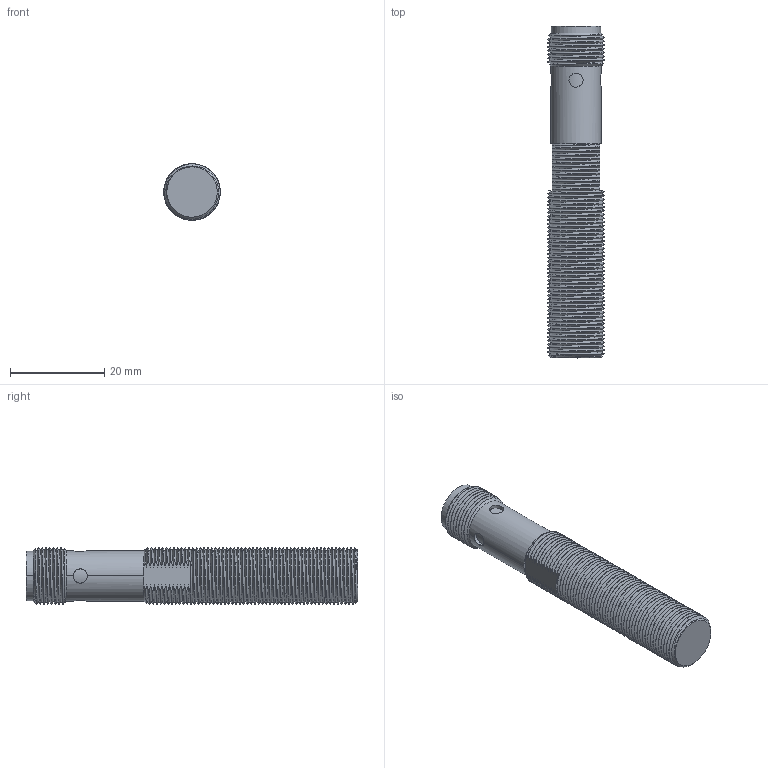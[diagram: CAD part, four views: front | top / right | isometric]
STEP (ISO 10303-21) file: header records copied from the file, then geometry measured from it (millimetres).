
FILE_DESCRIPTION((''),'2;1');
FILE_NAME('OCN1-1204X-XRL4','2017-02-24T',('Administrator'),(''),'PRO/ENGINEER BY PARAMETRIC TECHNOLOGY CORPORATION, 2007170','PRO/ENGINEER BY PARAMETRIC TECHNOLOGY CORPORATION, 2007170','');
FILE_SCHEMA(('CONFIG_CONTROL_DESIGN'));
Length unit declared in the file: millimetre
Products named in the file (1): OCN1-1204X-XRL4
Bounding box: 12 x 70.5 x 12 mm (x, y, z)
Volume: 6396.2 mm3; surface area: 4668.2 mm2
Topology: 1 solids, 1 shells, 265 faces, 738 edges, 475 vertices
Faces by surface type: cylinder 150, bspline 85, plane 13, cone 9, sphere 8
Entity records: 34718 total; most frequent: CARTESIAN_POINT 29076, ORIENTED_EDGE 1460, EDGE_CURVE 730, DIRECTION 678, VERTEX_POINT 475, B_SPLINE_CURVE_WITH_KNOTS 463, EDGE_LOOP 273, FACE_OUTER_BOUND 265
